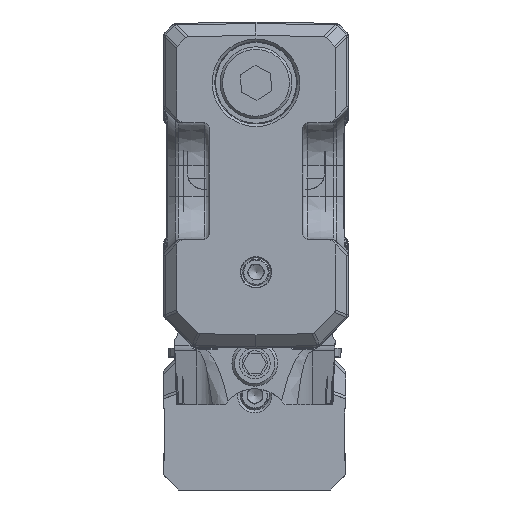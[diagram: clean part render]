
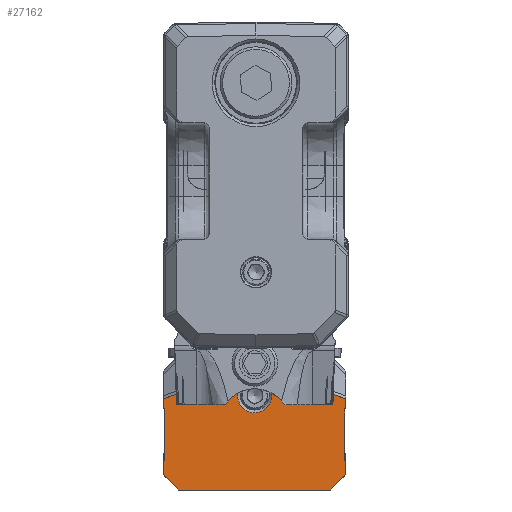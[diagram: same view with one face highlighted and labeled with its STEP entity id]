
A CAD part, front view. The second image highlights one B-rep face of the part: STEP entity #27162.
In plain terms, the highlighted planar face has unit normal (0, -1, 0).
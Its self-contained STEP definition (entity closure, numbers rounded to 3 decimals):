
#16546=FACE_BOUND('',#41728,.T.);
#16547=FACE_BOUND('',#41729,.T.);
#27162=ADVANCED_FACE('',(#16546,#16547),#29918,.F.);
#29918=PLANE('',#123360);
#41728=EDGE_LOOP('',(#68979,#68980,#68981,#68982,#68983,#68984,#68985,#68986,
#68987,#68988,#68989,#68990,#68991,#68992,#68993,#68994,#68995,#68996,#68997,
#68998,#68999,#69000));
#41729=EDGE_LOOP('',(#69001));
#68979=ORIENTED_EDGE('',*,*,#92604,.T.);
#68980=ORIENTED_EDGE('',*,*,#89699,.T.);
#68981=ORIENTED_EDGE('',*,*,#89700,.F.);
#68982=ORIENTED_EDGE('',*,*,#89718,.T.);
#68983=ORIENTED_EDGE('',*,*,#92603,.T.);
#68984=ORIENTED_EDGE('',*,*,#92352,.T.);
#68985=ORIENTED_EDGE('',*,*,#90286,.F.);
#68986=ORIENTED_EDGE('',*,*,#92419,.T.);
#68987=ORIENTED_EDGE('',*,*,#92591,.T.);
#68988=ORIENTED_EDGE('',*,*,#89773,.T.);
#68989=ORIENTED_EDGE('',*,*,#89759,.T.);
#68990=ORIENTED_EDGE('',*,*,#89748,.T.);
#68991=ORIENTED_EDGE('',*,*,#90273,.T.);
#68992=ORIENTED_EDGE('',*,*,#92422,.F.);
#68993=ORIENTED_EDGE('',*,*,#92070,.F.);
#68994=ORIENTED_EDGE('',*,*,#92072,.F.);
#68995=ORIENTED_EDGE('',*,*,#92481,.F.);
#68996=ORIENTED_EDGE('',*,*,#90224,.T.);
#68997=ORIENTED_EDGE('',*,*,#92483,.T.);
#68998=ORIENTED_EDGE('',*,*,#92377,.T.);
#68999=ORIENTED_EDGE('',*,*,#92376,.T.);
#69000=ORIENTED_EDGE('',*,*,#92057,.T.);
#69001=ORIENTED_EDGE('',*,*,#90000,.T.);
#76893=VERTEX_POINT('',#199410);
#76894=VERTEX_POINT('',#199412);
#76895=VERTEX_POINT('',#199416);
#76910=VERTEX_POINT('',#199450);
#76931=VERTEX_POINT('',#199507);
#76934=VERTEX_POINT('',#199512);
#76944=VERTEX_POINT('',#199536);
#76953=VERTEX_POINT('',#199560);
#77139=VERTEX_POINT('',#200124);
#77317=VERTEX_POINT('',#200631);
#77318=VERTEX_POINT('',#200633);
#77364=VERTEX_POINT('',#200792);
#77373=VERTEX_POINT('',#200816);
#77374=VERTEX_POINT('',#200818);
#78499=VERTEX_POINT('',#212438);
#78500=VERTEX_POINT('',#212440);
#78506=VERTEX_POINT('',#212461);
#78507=VERTEX_POINT('',#212463);
#78508=VERTEX_POINT('',#212467);
#78626=VERTEX_POINT('',#214147);
#78637=VERTEX_POINT('',#214230);
#78638=VERTEX_POINT('',#214234);
#78652=VERTEX_POINT('',#214389);
#89699=EDGE_CURVE('',#76893,#76894,#99751,.T.);
#89700=EDGE_CURVE('',#76895,#76894,#99752,.T.);
#89718=EDGE_CURVE('',#76895,#76910,#99765,.T.);
#89748=EDGE_CURVE('',#76931,#76934,#99786,.T.);
#89759=EDGE_CURVE('',#76944,#76931,#99792,.T.);
#89773=EDGE_CURVE('',#76953,#76944,#99803,.T.);
#90000=EDGE_CURVE('',#77139,#77139,#112014,.T.);
#90224=EDGE_CURVE('',#77318,#77317,#100015,.T.);
#90273=EDGE_CURVE('',#76934,#77364,#100034,.T.);
#90286=EDGE_CURVE('',#77373,#77374,#100044,.T.);
#92057=EDGE_CURVE('',#78500,#78499,#100672,.T.);
#92070=EDGE_CURVE('',#78507,#78506,#112574,.T.);
#92072=EDGE_CURVE('',#78508,#78507,#100685,.T.);
#92352=EDGE_CURVE('',#78626,#77374,#100833,.T.);
#92376=EDGE_CURVE('',#78637,#78500,#112608,.T.);
#92377=EDGE_CURVE('',#78638,#78637,#100849,.T.);
#92419=EDGE_CURVE('',#77373,#78652,#100883,.T.);
#92422=EDGE_CURVE('',#78506,#77364,#100886,.T.);
#92481=EDGE_CURVE('',#77318,#78508,#112624,.T.);
#92483=EDGE_CURVE('',#77317,#78638,#112625,.T.);
#92591=EDGE_CURVE('',#78652,#76953,#100984,.T.);
#92603=EDGE_CURVE('',#76910,#78626,#100996,.T.);
#92604=EDGE_CURVE('',#78499,#76893,#100997,.T.);
#99751=LINE('',#199413,#108090);
#99752=LINE('',#199415,#108091);
#99765=LINE('',#199451,#108104);
#99786=LINE('',#199513,#108125);
#99792=LINE('',#199535,#108131);
#99803=LINE('',#199563,#108142);
#100015=LINE('',#200632,#108354);
#100034=LINE('',#200793,#108373);
#100044=LINE('',#200817,#108383);
#100672=LINE('',#212439,#109084);
#100685=LINE('',#212468,#109097);
#100833=LINE('',#214149,#109245);
#100849=LINE('',#214233,#109261);
#100883=LINE('',#214390,#109295);
#100886=LINE('',#214396,#109298);
#100984=LINE('',#215063,#109396);
#100996=LINE('',#215093,#109408);
#100997=LINE('',#215096,#109409);
#108090=VECTOR('',#142706,1.);
#108091=VECTOR('',#142709,1.);
#108104=VECTOR('',#142736,1.);
#108125=VECTOR('',#142791,1.);
#108131=VECTOR('',#142811,1.);
#108142=VECTOR('',#142834,1.);
#108354=VECTOR('',#143776,1.);
#108373=VECTOR('',#143837,1.);
#108383=VECTOR('',#143857,1.);
#109084=VECTOR('',#146592,1.);
#109097=VECTOR('',#146619,1.);
#109245=VECTOR('',#147135,1.);
#109261=VECTOR('',#147217,1.);
#109295=VECTOR('',#147307,1.);
#109298=VECTOR('',#147314,1.);
#109396=VECTOR('',#147738,1.);
#109408=VECTOR('',#147786,1.);
#109409=VECTOR('',#147791,1.);
#112014=CIRCLE('',#121702,1.7);
#112574=CIRCLE('',#122927,0.8);
#112608=CIRCLE('',#123144,0.8);
#112624=CIRCLE('',#123236,0.8);
#112625=CIRCLE('',#123240,0.8);
#121702=AXIS2_PLACEMENT_3D('',#200123,#143311,#143312);
#122927=AXIS2_PLACEMENT_3D('',#212464,#146614,#146615);
#123144=AXIS2_PLACEMENT_3D('',#214231,#147213,#147214);
#123236=AXIS2_PLACEMENT_3D('',#214713,#147458,#147459);
#123240=AXIS2_PLACEMENT_3D('',#214718,#147467,#147468);
#123360=AXIS2_PLACEMENT_3D('',#215098,#147794,#147795);
#142706=DIRECTION('',(1.,0.,0.));
#142709=DIRECTION('',(0.,0.,1.));
#142736=DIRECTION('',(-1.,0.,0.));
#142791=DIRECTION('',(1.,0.,0.));
#142811=DIRECTION('',(0.,0.,1.));
#142834=DIRECTION('',(-1.,0.,0.));
#143311=DIRECTION('',(0.,1.,0.));
#143312=DIRECTION('',(-1.,0.,0.));
#143776=DIRECTION('',(-1.,0.,0.));
#143837=DIRECTION('',(0.,0.,1.));
#143857=DIRECTION('',(-1.,0.,0.));
#146592=DIRECTION('',(-0.94,0.,-0.342));
#146614=DIRECTION('',(0.,-1.,0.));
#146615=DIRECTION('',(-1.,0.,0.));
#146619=DIRECTION('',(-0.5,0.,-0.866));
#147135=DIRECTION('',(0.707,0.,-0.707));
#147213=DIRECTION('',(0.,1.,0.));
#147214=DIRECTION('',(-1.,0.,0.));
#147217=DIRECTION('',(0.5,0.,-0.866));
#147307=DIRECTION('',(0.707,0.,0.707));
#147314=DIRECTION('',(0.94,0.,-0.342));
#147458=DIRECTION('',(0.,1.,0.));
#147459=DIRECTION('',(-1.,0.,0.));
#147467=DIRECTION('',(0.,-1.,0.));
#147468=DIRECTION('',(-1.,0.,0.));
#147738=DIRECTION('',(0.,0.,1.));
#147786=DIRECTION('',(0.,0.,-1.));
#147791=DIRECTION('',(0.,0.,-1.));
#147794=DIRECTION('',(0.,1.,0.));
#147795=DIRECTION('',(0.,0.,1.));
#199410=CARTESIAN_POINT('',(-9.,252.5,-38.2));
#199412=CARTESIAN_POINT('',(-8.885,252.5,-38.2));
#199413=CARTESIAN_POINT('',(0.,252.5,-38.2));
#199415=CARTESIAN_POINT('',(-8.885,252.5,-46.2));
#199416=CARTESIAN_POINT('',(-8.885,252.5,-43.285));
#199450=CARTESIAN_POINT('',(-9.,252.5,-43.285));
#199451=CARTESIAN_POINT('',(0.,252.5,-43.285));
#199507=CARTESIAN_POINT('',(8.885,252.5,-38.2));
#199512=CARTESIAN_POINT('',(9.,252.5,-38.2));
#199513=CARTESIAN_POINT('',(0.,252.5,-38.2));
#199535=CARTESIAN_POINT('',(8.885,252.5,-46.2));
#199536=CARTESIAN_POINT('',(8.885,252.5,-43.285));
#199560=CARTESIAN_POINT('',(9.,252.5,-43.285));
#199563=CARTESIAN_POINT('',(0.,252.5,-43.285));
#200123=CARTESIAN_POINT('',(0.,252.5,-36.874));
#200124=CARTESIAN_POINT('',(-1.7,252.5,-36.874));
#200631=CARTESIAN_POINT('',(-5.922,252.5,-33.2));
#200632=CARTESIAN_POINT('',(0.,252.5,-33.2));
#200633=CARTESIAN_POINT('',(5.922,252.5,-33.2));
#200792=CARTESIAN_POINT('',(9.,252.5,-37.2));
#200793=CARTESIAN_POINT('',(9.,252.5,-46.2));
#200816=CARTESIAN_POINT('',(7.5,252.5,-46.2));
#200817=CARTESIAN_POINT('',(0.,252.5,-46.2));
#200818=CARTESIAN_POINT('',(-7.5,252.5,-46.2));
#212438=CARTESIAN_POINT('',(-9.,252.5,-37.2));
#212439=CARTESIAN_POINT('',(-3.945,252.5,-35.36));
#212440=CARTESIAN_POINT('',(-5.922,252.5,-36.08));
#212461=CARTESIAN_POINT('',(5.922,252.5,-36.08));
#212463=CARTESIAN_POINT('',(5.502,252.5,-34.928));
#212464=CARTESIAN_POINT('',(6.195,252.5,-35.328));
#212467=CARTESIAN_POINT('',(5.985,252.5,-34.092));
#212468=CARTESIAN_POINT('',(-0.754,252.5,-45.765));
#214147=CARTESIAN_POINT('',(-9.,252.5,-44.7));
#214149=CARTESIAN_POINT('',(-3.75,252.5,-49.95));
#214230=CARTESIAN_POINT('',(-5.502,252.5,-34.928));
#214231=CARTESIAN_POINT('',(-6.195,252.5,-35.328));
#214233=CARTESIAN_POINT('',(0.754,252.5,-45.765));
#214234=CARTESIAN_POINT('',(-5.985,252.5,-34.092));
#214389=CARTESIAN_POINT('',(9.,252.5,-44.7));
#214390=CARTESIAN_POINT('',(3.75,252.5,-49.95));
#214396=CARTESIAN_POINT('',(3.945,252.5,-35.36));
#214713=CARTESIAN_POINT('',(5.292,252.5,-33.692));
#214718=CARTESIAN_POINT('',(-5.292,252.5,-33.692));
#215063=CARTESIAN_POINT('',(9.,252.5,-46.2));
#215093=CARTESIAN_POINT('',(-9.,252.5,-46.2));
#215096=CARTESIAN_POINT('',(-9.,252.5,-46.2));
#215098=CARTESIAN_POINT('',(0.,252.5,-46.2));
